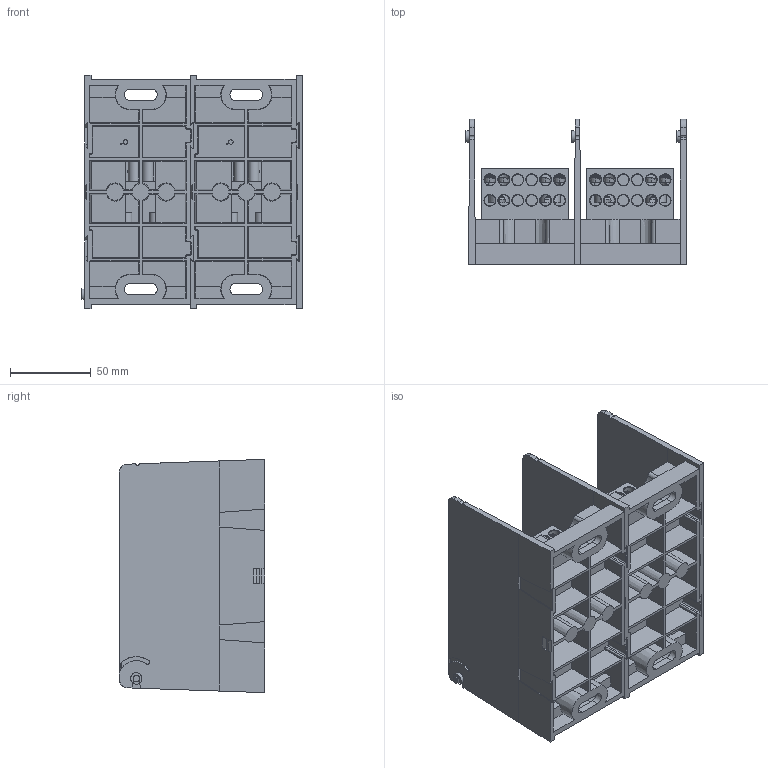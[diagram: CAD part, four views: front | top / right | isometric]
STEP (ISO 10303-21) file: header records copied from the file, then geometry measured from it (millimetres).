
FILE_DESCRIPTION (( 'STEP AP214' ), '1' );
FILE_NAME ('702019rev-2P.STEP', '2015-06-18T19:01:08', ( '' ), ( '' ), 'SwSTEP 2.0', 'SolidWorks 2014', '' );
FILE_SCHEMA (( 'AUTOMOTIVE_DESIGN' ));
Length unit declared in the file: inch
Products named in the file (1): 702019rev-2P
Bounding box: 136.78 x 90.17 x 144.78 mm (x, y, z)
Surface area: 192829 mm2 (no closed solid volume)
Topology: 0 solids, 63 shells, 887 faces, 3130 edges, 2226 vertices
Faces by surface type: plane 399, cylinder 247, cone 233, bspline 8
Full cylindrical faces by diameter (mm): 12.7 x4
Entity records: 51839 total; most frequent: CARTESIAN_POINT 14979, ORIENTED_EDGE 5136, DIRECTION 4768, EDGE_CURVE 3130, VERTEX_POINT 2226, VECTOR 1754, LINE 1754, AXIS2_PLACEMENT_3D 1507
